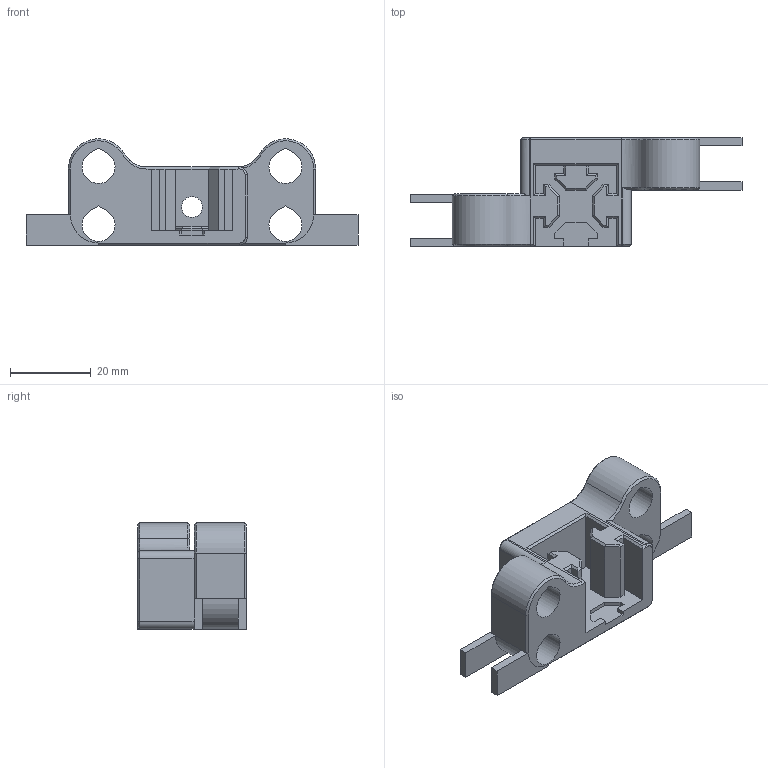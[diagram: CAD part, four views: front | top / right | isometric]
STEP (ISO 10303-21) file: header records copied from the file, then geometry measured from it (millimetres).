
FILE_DESCRIPTION(('FreeCAD Model'),'2;1');
FILE_NAME('Open CASCADE Shape Model','2024-11-11T18:35:49',(''),(''), 'Open CASCADE STEP processor 7.7','FreeCAD','Unknown');
FILE_SCHEMA(('AUTOMOTIVE_DESIGN { 1 0 10303 214 1 1 1 1 }'));
Length unit declared in the file: millimetre
Products named in the file (1): Body
Bounding box: 82.4 x 27 x 26.35 mm (x, y, z)
Volume: 17601 mm3; surface area: 9146 mm2
Topology: 1 solids, 1 shells, 160 faces, 402 edges, 244 vertices
Faces by surface type: plane 131, cylinder 15, cone 14
Full cylindrical faces by diameter (mm): 5.2 x1
Entity records: 10112 total; most frequent: CARTESIAN_POINT 1889, DIRECTION 1552, LINE 1104, VECTOR 1104, ORIENTED_EDGE 804, PCURVE 804, DEFINITIONAL_REPRESENTATION 804, EDGE_CURVE 402
